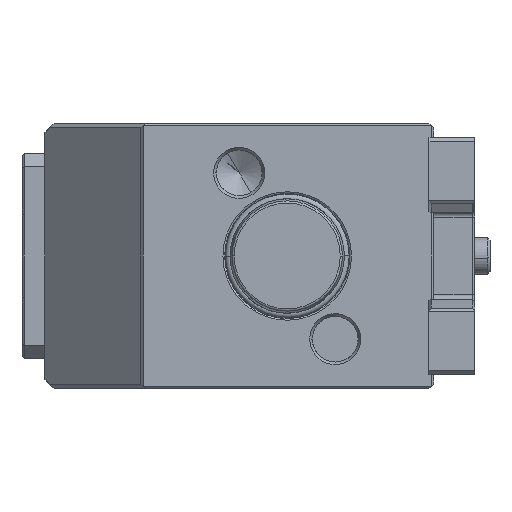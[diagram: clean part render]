
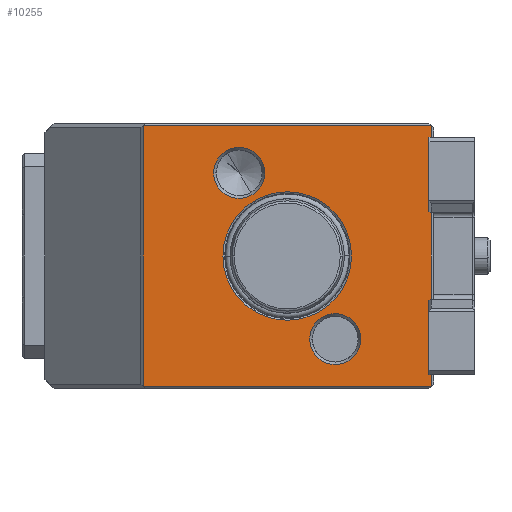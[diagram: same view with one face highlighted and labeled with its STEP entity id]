
A CAD part, left-side view. The second image highlights one B-rep face of the part: STEP entity #10255.
In plain terms, the highlighted planar face has unit normal (-1, 0, 0).
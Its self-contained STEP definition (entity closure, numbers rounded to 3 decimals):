
#1581=DIRECTION('',(0.,0.,-1.));
#1582=VECTOR('',#1581,57.);
#1583=CARTESIAN_POINT('',(-20.,31.5,28.5));
#1584=LINE('',#1583,#1582);
#1585=DIRECTION('',(0.,1.,0.));
#1586=VECTOR('',#1585,63.);
#1587=CARTESIAN_POINT('',(-20.,-31.5,28.5));
#1588=LINE('',#1587,#1586);
#1589=DIRECTION('',(0.,0.,1.));
#1590=VECTOR('',#1589,57.);
#1591=CARTESIAN_POINT('',(-20.,-31.5,-28.5));
#1592=LINE('',#1591,#1590);
#1593=DIRECTION('',(0.,-1.,0.));
#1594=VECTOR('',#1593,63.);
#1595=CARTESIAN_POINT('',(-20.,31.5,-28.5));
#1596=LINE('',#1595,#1594);
#1597=CARTESIAN_POINT('',(-20.,0.,0.));
#1598=DIRECTION('',(1.,0.,0.));
#1599=DIRECTION('',(0.,-1.,0.));
#1600=AXIS2_PLACEMENT_3D('',#1597,#1598,#1599);
#1602=CARTESIAN_POINT('',(-20.,0.,0.));
#1603=DIRECTION('',(1.,0.,0.));
#1604=DIRECTION('',(0.,1.,0.));
#1605=AXIS2_PLACEMENT_3D('',#1602,#1603,#1604);
#1607=CARTESIAN_POINT('',(-20.,10.5,18.187));
#1608=DIRECTION('',(1.,0.,0.));
#1609=DIRECTION('',(0.,-1.,0.));
#1610=AXIS2_PLACEMENT_3D('',#1607,#1608,#1609);
#1612=CARTESIAN_POINT('',(-20.,10.5,18.187));
#1613=DIRECTION('',(1.,0.,0.));
#1614=DIRECTION('',(0.,1.,0.));
#1615=AXIS2_PLACEMENT_3D('',#1612,#1613,#1614);
#1617=CARTESIAN_POINT('',(-20.,-10.5,-18.187));
#1618=DIRECTION('',(1.,0.,0.));
#1619=DIRECTION('',(0.,1.,0.));
#1620=AXIS2_PLACEMENT_3D('',#1617,#1618,#1619);
#1622=CARTESIAN_POINT('',(-20.,-10.5,-18.187));
#1623=DIRECTION('',(1.,0.,0.));
#1624=DIRECTION('',(0.,-1.,0.));
#1625=AXIS2_PLACEMENT_3D('',#1622,#1623,#1624);
#6791=CARTESIAN_POINT('',(-20.,31.5,28.5));
#6792=CARTESIAN_POINT('',(-20.,31.5,-28.5));
#6793=VERTEX_POINT('',#6791);
#6794=VERTEX_POINT('',#6792);
#6799=CARTESIAN_POINT('',(-20.,-31.5,-28.5));
#6800=VERTEX_POINT('',#6799);
#6807=CARTESIAN_POINT('',(-20.,-31.5,28.5));
#6808=VERTEX_POINT('',#6807);
#6823=CARTESIAN_POINT('',(-20.,-14.05,0.));
#6824=CARTESIAN_POINT('',(-20.,14.05,0.));
#6825=VERTEX_POINT('',#6823);
#6826=VERTEX_POINT('',#6824);
#6827=CARTESIAN_POINT('',(-20.,4.923,18.187));
#6828=CARTESIAN_POINT('',(-20.,16.077,18.187));
#6829=VERTEX_POINT('',#6827);
#6830=VERTEX_POINT('',#6828);
#6931=CARTESIAN_POINT('',(-20.,-4.923,-18.187));
#6932=CARTESIAN_POINT('',(-20.,-16.077,-18.187));
#6933=VERTEX_POINT('',#6931);
#6934=VERTEX_POINT('',#6932);
#10225=CARTESIAN_POINT('',(-20.,0.,0.));
#10226=DIRECTION('',(-1.,0.,0.));
#10227=DIRECTION('',(0.,1.,0.));
#10228=AXIS2_PLACEMENT_3D('',#10225,#10226,#10227);
#10229=PLANE('',#10228);
#10230=ORIENTED_EDGE('',*,*,#10219,.F.);
#10231=ORIENTED_EDGE('',*,*,#8154,.F.);
#10232=ORIENTED_EDGE('',*,*,#8327,.F.);
#10234=ORIENTED_EDGE('',*,*,#10233,.F.);
#10235=EDGE_LOOP('',(#10230,#10231,#10232,#10234));
#10236=FACE_OUTER_BOUND('',#10235,.F.);
#10238=ORIENTED_EDGE('',*,*,#10237,.F.);
#10240=ORIENTED_EDGE('',*,*,#10239,.F.);
#10241=EDGE_LOOP('',(#10238,#10240));
#10242=FACE_BOUND('',#10241,.F.);
#10244=ORIENTED_EDGE('',*,*,#10243,.F.);
#10246=ORIENTED_EDGE('',*,*,#10245,.F.);
#10247=EDGE_LOOP('',(#10244,#10246));
#10248=FACE_BOUND('',#10247,.F.);
#10250=ORIENTED_EDGE('',*,*,#10249,.F.);
#10252=ORIENTED_EDGE('',*,*,#10251,.F.);
#10253=EDGE_LOOP('',(#10250,#10252));
#10254=FACE_BOUND('',#10253,.F.);
#1601=CIRCLE('',#1600,14.05);
#1606=CIRCLE('',#1605,14.05);
#1611=CIRCLE('',#1610,5.577);
#1616=CIRCLE('',#1615,5.577);
#1621=CIRCLE('',#1620,5.577);
#1626=CIRCLE('',#1625,5.577);
#8154=EDGE_CURVE('',#6808,#6793,#1588,.T.);
#8327=EDGE_CURVE('',#6800,#6808,#1592,.T.);
#10219=EDGE_CURVE('',#6793,#6794,#1584,.T.);
#10233=EDGE_CURVE('',#6794,#6800,#1596,.T.);
#10237=EDGE_CURVE('',#6825,#6826,#1601,.T.);
#10239=EDGE_CURVE('',#6826,#6825,#1606,.T.);
#10243=EDGE_CURVE('',#6829,#6830,#1611,.T.);
#10245=EDGE_CURVE('',#6830,#6829,#1616,.T.);
#10249=EDGE_CURVE('',#6933,#6934,#1621,.T.);
#10251=EDGE_CURVE('',#6934,#6933,#1626,.T.);
#10255=ADVANCED_FACE('',(#10236,#10242,#10248,#10254),#10229,.T.);
